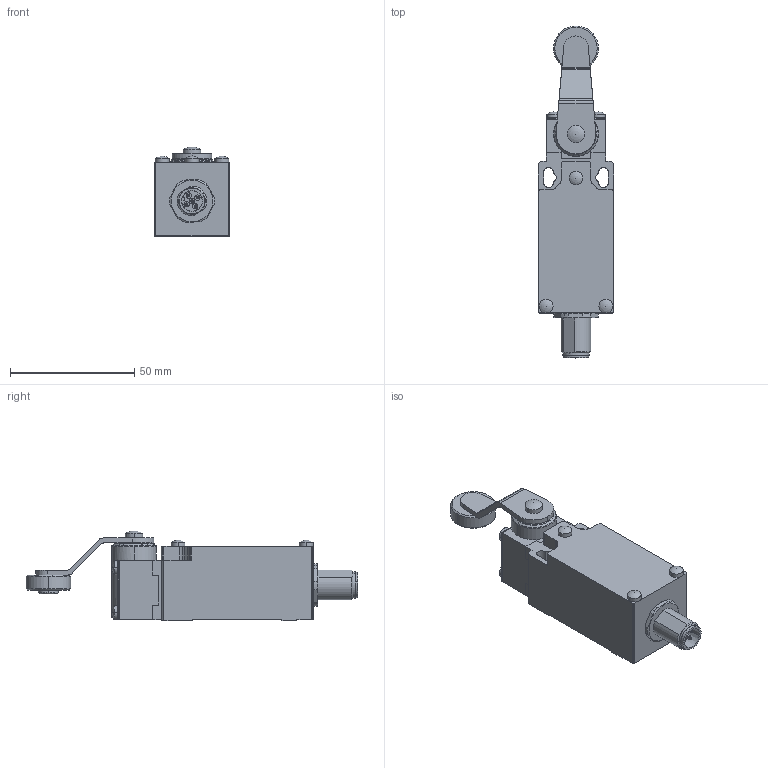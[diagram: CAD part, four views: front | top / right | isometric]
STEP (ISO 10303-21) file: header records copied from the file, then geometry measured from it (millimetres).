
FILE_DESCRIPTION (( 'STEP AP214' ), '1' );
FILE_NAME ('AAM7F46Z11.step', '2019-09-05T21:17:37', ( '' ), ( '' ), 'SwSTEP 2.0', 'SolidWorks 2018', '' );
FILE_SCHEMA (( 'AUTOMOTIVE_DESIGN' ));
Length unit declared in the file: inch
Products named in the file (1): AAM7F46Z11
Bounding box: 30.3 x 133.6 x 36.2 mm (x, y, z)
Volume: 70163.9 mm3; surface area: 18830.1 mm2
Topology: 4 solids, 4 shells, 327 faces, 816 edges, 522 vertices
Faces by surface type: cylinder 141, plane 130, cone 25, torus 19, sphere 12
Entity records: 14241 total; most frequent: CARTESIAN_POINT 2027, DIRECTION 1736, ORIENTED_EDGE 1616, EDGE_CURVE 808, AXIS2_PLACEMENT_3D 670, VERTEX_POINT 518, VECTOR 396, LINE 396
